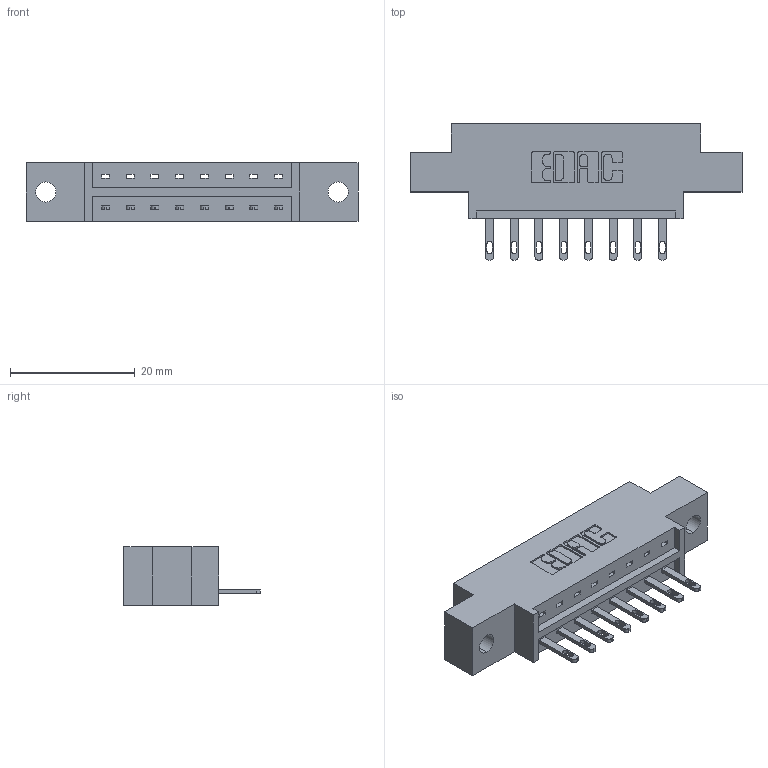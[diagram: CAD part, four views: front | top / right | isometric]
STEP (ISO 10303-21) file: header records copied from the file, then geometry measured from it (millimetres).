
FILE_DESCRIPTION (( 'STEP AP203' ), '1' );
FILE_NAME ('833-008-500-602.STEP', '2020-05-30T15:36:18', ( '' ), ( '' ), 'SwSTEP 2.0', 'SolidWorks 2020', '' );
FILE_SCHEMA (( 'CONFIG_CONTROL_DESIGN' ));
Length unit declared in the file: inch
Products named in the file (3): 833 Part_Offset - .128 Dia; 345-292-001_345-293-100; 833-008-500-602
Assembly tree (9 placements, depth 2):
  833-008-500-602
    833 Part_Offset - .128 Dia
    345-292-001_345-293-100  x8
Bounding box: 53.24 x 21.85 x 9.4 mm (x, y, z)
Volume: 4805.4 mm3; surface area: 4921.9 mm2
Topology: 9 solids, 9 shells, 550 faces, 1667 edges, 1110 vertices
Faces by surface type: plane 362, cylinder 188
Entity records: 9353 total; most frequent: CARTESIAN_POINT 1626, ORIENTED_EDGE 1570, DIRECTION 1441, EDGE_CURVE 785, LINE 653, VECTOR 653, VERTEX_POINT 522, AXIS2_PLACEMENT_3D 394
